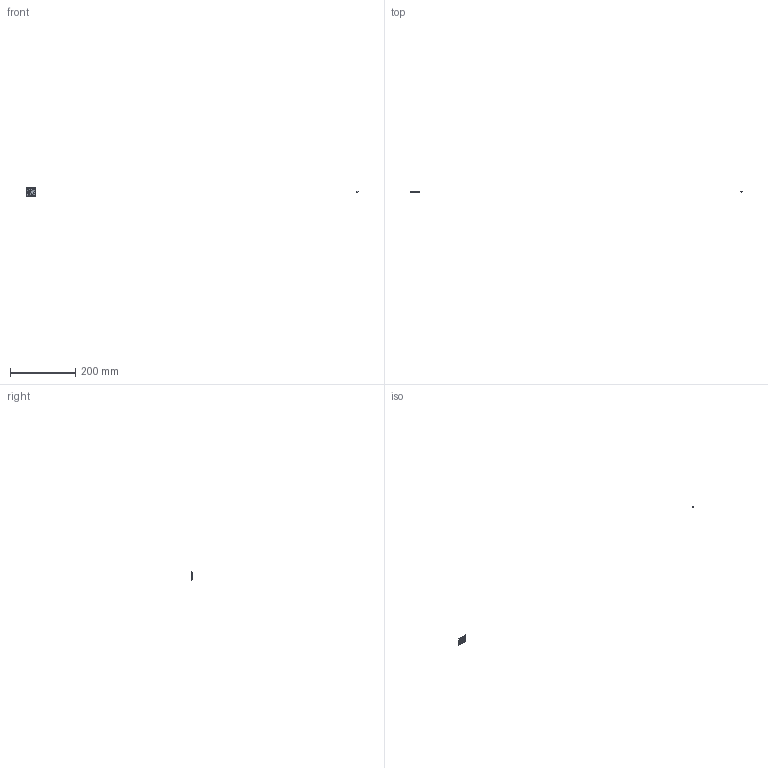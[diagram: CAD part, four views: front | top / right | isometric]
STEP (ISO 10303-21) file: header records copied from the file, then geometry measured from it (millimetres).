
FILE_DESCRIPTION(/* description */ (''),/* implementation_level */ '2;1');
FILE_NAME(/* name */ 'Diffuser.step',/* time_stamp */ '2021-01-20T14:06:49-08:00',/* author */ (''),/* organization */ (''),/* preprocessor_version */ 'ST-DEVELOPER v18.1',/* originating_system */ 'Autodesk Translation Framework v9.7.1.1290',/* authorisation */ '');
FILE_SCHEMA (('AUTOMOTIVE_DESIGN { 1 0 10303 214 3 1 1 }'));
Length unit declared in the file: millimetre
Products named in the file (1): FusionComponent
Bounding box: 1016.73 x 1 x 25 mm (x, y, z)
Volume: 382.9 mm3; surface area: 1620.3 mm2
Topology: 2 solids, 2 shells, 176 faces, 512 edges, 341 vertices
Faces by surface type: sphere 131, plane 45
Entity records: 6220 total; most frequent: DIRECTION 1366, CARTESIAN_POINT 1030, ORIENTED_EDGE 1024, AXIS2_PLACEMENT_3D 677, EDGE_CURVE 512, CIRCLE 500, VERTEX_POINT 341, EDGE_LOOP 177
